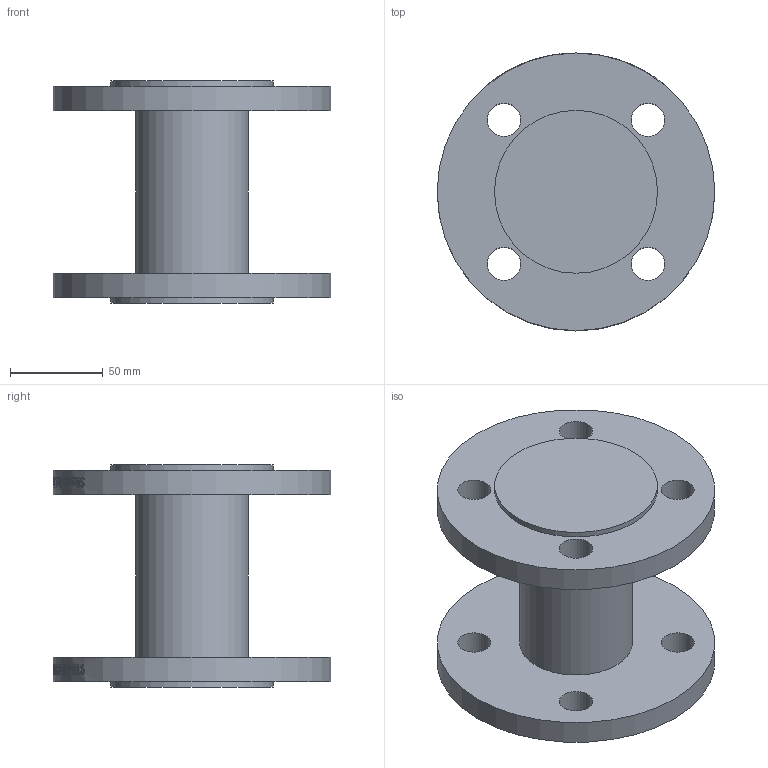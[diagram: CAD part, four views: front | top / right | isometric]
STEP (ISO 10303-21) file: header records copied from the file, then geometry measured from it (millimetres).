
FILE_DESCRIPTION(/* description */ ('1521040'),/* implementation_level */ '2;1');
FILE_NAME(/* name */ '1521040.stp',/* time_stamp */ '2022-06-17T15:40:00+02:00',/* author */ ('crozette'),/* organization */ ('Sferaco'),/* preprocessor_version */ 'ST-DEVELOPER v19',/* originating_system */ 'Autodesk Inventor 2023',/* authorisation */ '');
FILE_SCHEMA (('AUTOMOTIVE_DESIGN { 1 0 10303 214 3 1 1 }'));
Length unit declared in the file: millimetre
Products named in the file (1): 1521040
Bounding box: 150 x 150 x 120 mm (x, y, z)
Volume: 726598.8 mm3; surface area: 97642.8 mm2
Topology: 1 solids, 1 shells, 847 faces, 2289 edges, 1526 vertices
Faces by surface type: bspline 410, plane 346, cylinder 91
Full cylindrical faces by diameter (mm): 18 x8, 61 x1, 88 x2, 150 x2
Entity records: 36890 total; most frequent: CARTESIAN_POINT 17955, ORIENTED_EDGE 4578, DIRECTION 2715, EDGE_CURVE 2289, VERTEX_POINT 1526, LINE 1099, VECTOR 1099, EDGE_LOOP 945
